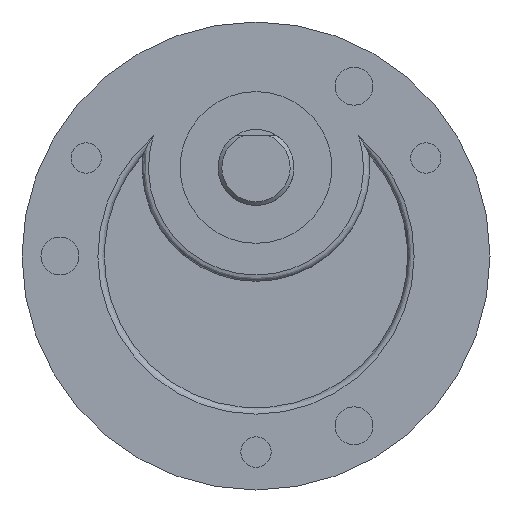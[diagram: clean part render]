
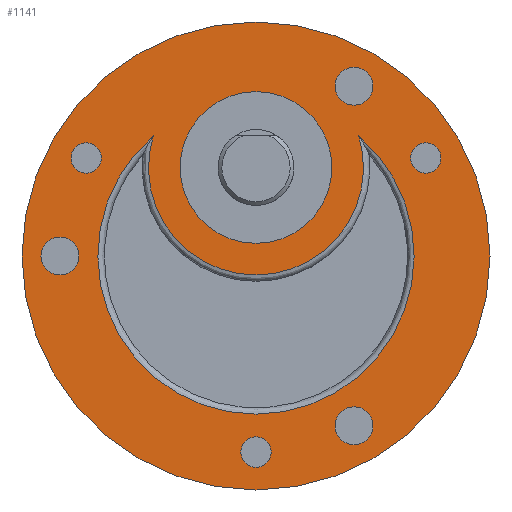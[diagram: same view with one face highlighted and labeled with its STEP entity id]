
A CAD part, front view. The second image highlights one B-rep face of the part: STEP entity #1141.
In plain terms, the highlighted planar face has unit normal (0, -1, 0).
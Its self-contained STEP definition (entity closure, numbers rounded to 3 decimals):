
#961=CARTESIAN_POINT('',(8.124,0.0,9.5));
#962=VERTEX_POINT('',#961);
#963=CARTESIAN_POINT('',(-8.124,0.0,9.5));
#964=VERTEX_POINT('',#963);
#965=CARTESIAN_POINT('',(0.0,0.0,7.));
#966=DIRECTION('',(0.0,1.0,0.0));
#967=DIRECTION('',(0.0,0.0,-1.0));
#968=AXIS2_PLACEMENT_3D('',#965,#966,#967);
#969=CIRCLE('',#968,8.5);
#970=EDGE_CURVE('',#962,#964,#969,.T.);
#1033=CARTESIAN_POINT('',(0.0,0.0,0.0));
#1034=DIRECTION('',(0.0,-1.0,0.0));
#1035=DIRECTION('',(0.0,0.0,-1.0));
#1036=AXIS2_PLACEMENT_3D('',#1033,#1034,#1035);
#1037=CIRCLE('',#1036,12.5);
#1038=EDGE_CURVE('',#964,#962,#1037,.T.);
#1044=CARTESIAN_POINT('',(0.0,0.0,0.0));
#1045=DIRECTION('',(0.0,-1.0,0.0));
#1046=DIRECTION('',(0.0,0.0,-1.0));
#1047=AXIS2_PLACEMENT_3D('',#1044,#1045,#1046);
#1048=PLANE('',#1047);
#1049=CARTESIAN_POINT('',(-18.5,0.0,0.));
#1050=VERTEX_POINT('',#1049);
#1051=CARTESIAN_POINT('',(0.0,0.0,0.0));
#1052=DIRECTION('',(0.0,-1.0,0.0));
#1053=DIRECTION('',(1.0,0.0,0.0));
#1054=AXIS2_PLACEMENT_3D('',#1051,#1052,#1053);
#1055=CIRCLE('',#1054,18.5);
#1056=EDGE_CURVE('',#1050,#1050,#1055,.T.);
#1057=ORIENTED_EDGE('',*,*,#1056,.T.);
#1058=EDGE_LOOP('',(#1057));
#1059=FACE_OUTER_BOUND('',#1058,.T.);
#1060=CARTESIAN_POINT('',(6.,0.0,7.));
#1061=VERTEX_POINT('',#1060);
#1062=CARTESIAN_POINT('',(0.0,0.0,7.));
#1063=DIRECTION('',(0.0,1.0,0.0));
#1064=DIRECTION('',(-1.0,0.0,0.0));
#1065=AXIS2_PLACEMENT_3D('',#1062,#1063,#1064);
#1066=CIRCLE('',#1065,6.);
#1067=EDGE_CURVE('',#1061,#1061,#1066,.T.);
#1068=ORIENTED_EDGE('',*,*,#1067,.T.);
#1069=EDGE_LOOP('',(#1068));
#1070=FACE_BOUND('',#1069,.T.);
#1071=CARTESIAN_POINT('',(9.25,0.0,13.423));
#1072=VERTEX_POINT('',#1071);
#1073=CARTESIAN_POINT('',(7.75,0.0,13.423));
#1074=DIRECTION('',(0.0,1.0,0.0));
#1075=DIRECTION('',(-1.0,0.0,0.0));
#1076=AXIS2_PLACEMENT_3D('',#1073,#1074,#1075);
#1077=CIRCLE('',#1076,1.5);
#1078=EDGE_CURVE('',#1072,#1072,#1077,.T.);
#1079=ORIENTED_EDGE('',*,*,#1078,.T.);
#1080=EDGE_LOOP('',(#1079));
#1081=FACE_BOUND('',#1080,.T.);
#1082=CARTESIAN_POINT('',(9.25,0.0,-13.423));
#1083=VERTEX_POINT('',#1082);
#1084=CARTESIAN_POINT('',(7.75,0.0,-13.423));
#1085=DIRECTION('',(0.0,1.0,0.0));
#1086=DIRECTION('',(-1.0,0.0,0.0));
#1087=AXIS2_PLACEMENT_3D('',#1084,#1085,#1086);
#1088=CIRCLE('',#1087,1.5);
#1089=EDGE_CURVE('',#1083,#1083,#1088,.T.);
#1090=ORIENTED_EDGE('',*,*,#1089,.T.);
#1091=EDGE_LOOP('',(#1090));
#1092=FACE_BOUND('',#1091,.T.);
#1093=CARTESIAN_POINT('',(-14.0,0.0,0.));
#1094=VERTEX_POINT('',#1093);
#1095=CARTESIAN_POINT('',(-15.5,0.0,0.0));
#1096=DIRECTION('',(0.0,1.0,0.0));
#1097=DIRECTION('',(-1.0,0.0,0.0));
#1098=AXIS2_PLACEMENT_3D('',#1095,#1096,#1097);
#1099=CIRCLE('',#1098,1.5);
#1100=EDGE_CURVE('',#1094,#1094,#1099,.T.);
#1101=ORIENTED_EDGE('',*,*,#1100,.T.);
#1102=EDGE_LOOP('',(#1101));
#1103=FACE_BOUND('',#1102,.T.);
#1104=CARTESIAN_POINT('',(14.623,0.0,7.75));
#1105=VERTEX_POINT('',#1104);
#1106=CARTESIAN_POINT('',(13.423,0.0,7.75));
#1107=DIRECTION('',(0.0,1.0,0.0));
#1108=DIRECTION('',(-1.0,0.0,0.0));
#1109=AXIS2_PLACEMENT_3D('',#1106,#1107,#1108);
#1110=CIRCLE('',#1109,1.2);
#1111=EDGE_CURVE('',#1105,#1105,#1110,.T.);
#1112=ORIENTED_EDGE('',*,*,#1111,.T.);
#1113=EDGE_LOOP('',(#1112));
#1114=FACE_BOUND('',#1113,.T.);
#1115=CARTESIAN_POINT('',(-12.223,0.0,7.75));
#1116=VERTEX_POINT('',#1115);
#1117=CARTESIAN_POINT('',(-13.423,0.0,7.75));
#1118=DIRECTION('',(0.0,1.0,0.0));
#1119=DIRECTION('',(-1.0,0.0,0.0));
#1120=AXIS2_PLACEMENT_3D('',#1117,#1118,#1119);
#1121=CIRCLE('',#1120,1.2);
#1122=EDGE_CURVE('',#1116,#1116,#1121,.T.);
#1123=ORIENTED_EDGE('',*,*,#1122,.T.);
#1124=EDGE_LOOP('',(#1123));
#1125=FACE_BOUND('',#1124,.T.);
#1126=CARTESIAN_POINT('',(1.2,0.0,-15.5));
#1127=VERTEX_POINT('',#1126);
#1128=CARTESIAN_POINT('',(0.0,0.0,-15.5));
#1129=DIRECTION('',(0.0,1.0,0.0));
#1130=DIRECTION('',(-1.0,0.0,0.0));
#1131=AXIS2_PLACEMENT_3D('',#1128,#1129,#1130);
#1132=CIRCLE('',#1131,1.2);
#1133=EDGE_CURVE('',#1127,#1127,#1132,.T.);
#1134=ORIENTED_EDGE('',*,*,#1133,.T.);
#1135=EDGE_LOOP('',(#1134));
#1136=FACE_BOUND('',#1135,.T.);
#1137=ORIENTED_EDGE('',*,*,#970,.F.);
#1138=ORIENTED_EDGE('',*,*,#1038,.F.);
#1139=EDGE_LOOP('',(#1137,#1138));
#1140=FACE_BOUND('',#1139,.T.);
#1141=ADVANCED_FACE('',(#1059,#1070,#1081,#1092,#1103,#1114,#1125,#1136,#1140),#1048,.T.);
